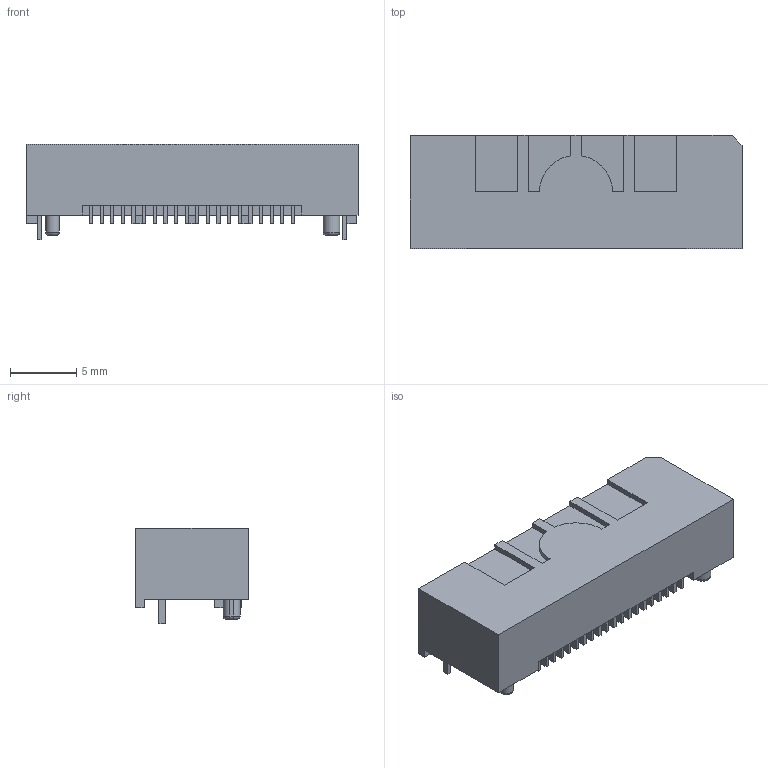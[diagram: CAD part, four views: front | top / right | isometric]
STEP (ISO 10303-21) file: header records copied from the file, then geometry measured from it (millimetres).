
FILE_DESCRIPTION(('FreeCAD Model'),'2;1');
FILE_NAME('TEM_120_02_DH1_S_D_A_sp.step','2019-06-27T14:29:20',('kicad StepUp'),( 'ksu MCAD'),'Open CASCADE STEP processor 7.2','FreeCAD','Unknown');
FILE_SCHEMA(('AUTOMOTIVE_DESIGN { 1 0 10303 214 1 1 1 1 }'));
Length unit declared in the file: millimetre
Products named in the file (1): TEM_120_02_DH1_S_D_A_sp
Bounding box: 25 x 8.5 x 7.21 mm (x, y, z)
Volume: 929.2 mm3; surface area: 1613.4 mm2
Topology: 3 solids, 3 shells, 390 faces, 1069 edges, 690 vertices
Faces by surface type: plane 340, cylinder 47, torus 3
Full cylindrical faces by diameter (mm): 0.305 x40, 1.27 x1
Entity records: 14905 total; most frequent: CARTESIAN_POINT 2196, ORIENTED_EDGE 2138, DIRECTION 1931, EDGE_CURVE 1069, LINE 905, VECTOR 905, VERTEX_POINT 690, AXIS2_PLACEMENT_3D 513
